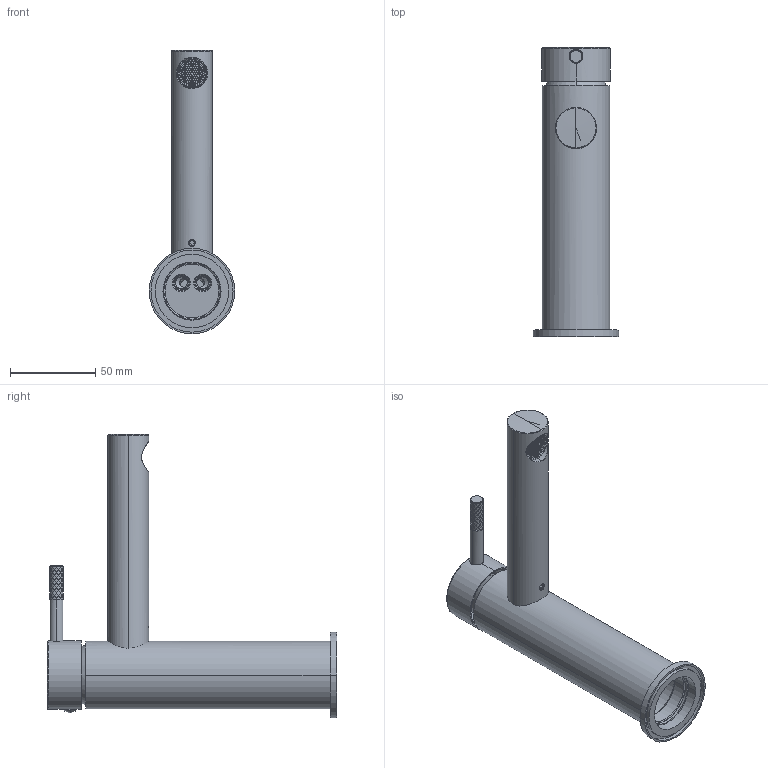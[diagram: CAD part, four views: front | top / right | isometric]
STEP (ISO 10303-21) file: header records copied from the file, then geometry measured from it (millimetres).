
FILE_DESCRIPTION((''),'2;1');
FILE_NAME('JL071CR','2025-01-22T13:28:41',('simone.bertoli'),('PAFFONI SpA'),'CREO PARAMETRIC BY PTC INC, 2022124','CREO PARAMETRIC BY PTC INC, 2022124','');
FILE_SCHEMA(('CONFIG_CONTROL_DESIGN','SHAPE_APPEARANCE_LAYERS_GROUPS'));
Length unit declared in the file: millimetre
Products named in the file (1): JL071CR
Bounding box: 50 x 169.5 x 165.9 mm (x, y, z)
Volume: 131090.3 mm3; surface area: 76590.6 mm2
Topology: 1 solids, 1 shells, 3679 faces, 9546 edges, 5904 vertices
Faces by surface type: plane 2001, cylinder 741, bspline 719, cone 139, torus 73, sphere 6
Entity records: 174710 total; most frequent: CARTESIAN_POINT 70557, ORIENTED_EDGE 19052, DIRECTION 12526, EDGE_CURVE 9526, VERTEX_POINT 5904, AXIS2_PLACEMENT_3D 4193, B_SPLINE_CURVE_WITH_KNOTS 4153, VECTOR 4140
